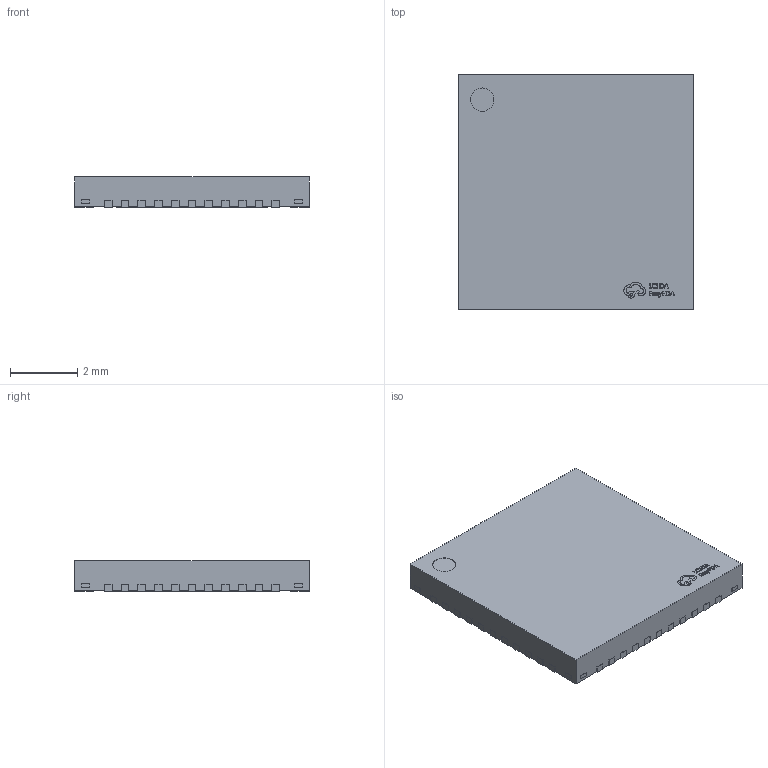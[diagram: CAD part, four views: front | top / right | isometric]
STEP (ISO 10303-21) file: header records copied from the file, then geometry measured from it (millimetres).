
FILE_DESCRIPTION (( 'STEP AP214' ), '1' );
FILE_NAME ('VQFN-44_L7.0-W7.0-P0.50-TL-EP5.2.step', '2022-07-15T04:15:42', ( '' ), ( '' ), 'SwSTEP 2.0', 'SolidWorks 2020', '' );
FILE_SCHEMA (( 'AUTOMOTIVE_DESIGN' ));
Length unit declared in the file: millimetre
Products named in the file (1): VQFN-44_L7.0-W7.0-P0.50-TL-EP5.2
Bounding box: 7.02 x 7.02 x 0.9 mm (x, y, z)
Volume: 43.7 mm3; surface area: 125.2 mm2
Topology: 14 solids, 14 shells, 623 faces, 1734 edges, 1156 vertices
Faces by surface type: plane 450, bspline 112, cylinder 61
Entity records: 27990 total; most frequent: CARTESIAN_POINT 5618, ORIENTED_EDGE 3468, DIRECTION 2652, EDGE_CURVE 1734, LINE 1384, VECTOR 1384, VERTEX_POINT 1156, EDGE_LOOP 652
